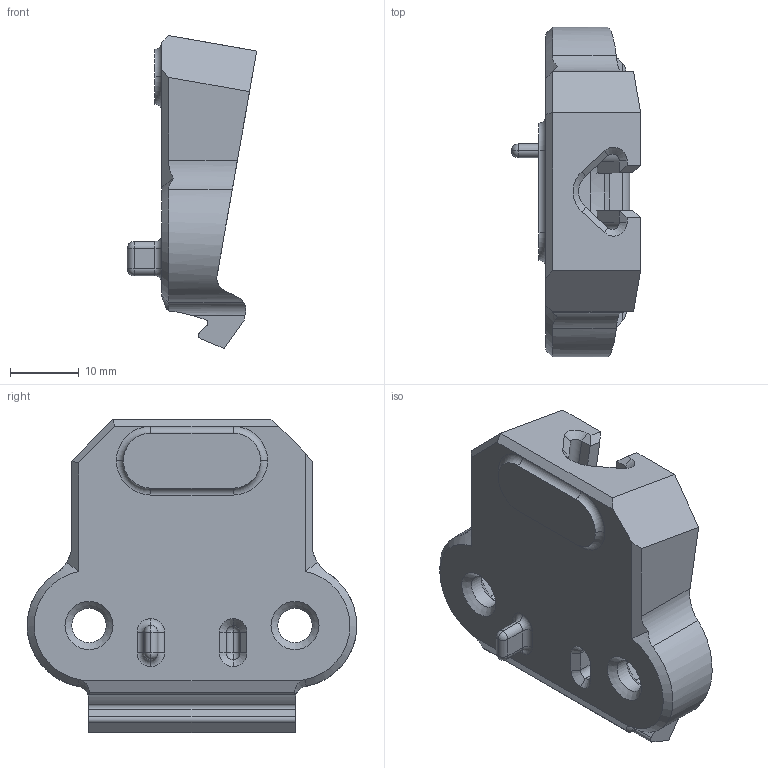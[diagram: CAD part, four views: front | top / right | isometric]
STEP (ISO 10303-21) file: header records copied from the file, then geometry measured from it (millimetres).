
FILE_DESCRIPTION(/* description */ (''),/* implementation_level */ '2;1');
FILE_NAME(/* name */ '4c2da4d8-867f-4f82-a85a-6faf5817c3c7.stp',/* time_stamp */ '2019-04-16T02:20:56+00:00',/* author */ (''),/* organization */ (''),/* preprocessor_version */ 'ST-DEVELOPER v18',/* originating_system */ 'Autodesk Translation Framework v8.2.0.1029',/* authorisation */ '');
FILE_SCHEMA (('AUTOMOTIVE_DESIGN { 1 0 10303 214 3 1 1 }'));
Length unit declared in the file: millimetre
Products named in the file (1): standard joint
Bounding box: 18.83 x 48 x 45.58 mm (x, y, z)
Volume: 13096.8 mm3; surface area: 6278.7 mm2
Topology: 1 solids, 1 shells, 272 faces, 701 edges, 431 vertices
Faces by surface type: cylinder 78, bspline 70, plane 65, cone 28, sphere 20, torus 11
Full cylindrical faces by diameter (mm): 5 x2
Entity records: 10635 total; most frequent: CARTESIAN_POINT 4504, ORIENTED_EDGE 1394, DIRECTION 1087, EDGE_CURVE 697, VERTEX_POINT 431, AXIS2_PLACEMENT_3D 397, LINE 293, VECTOR 293
